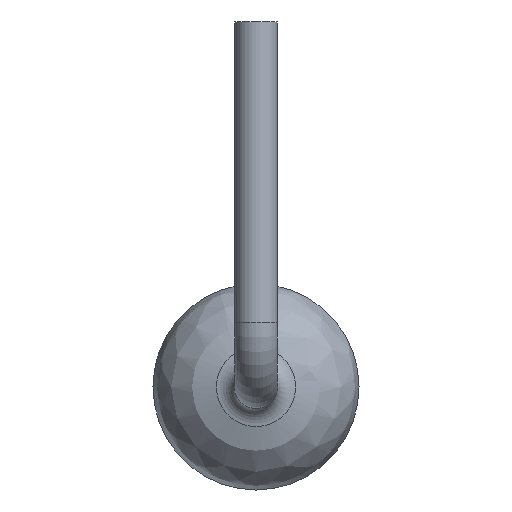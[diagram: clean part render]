
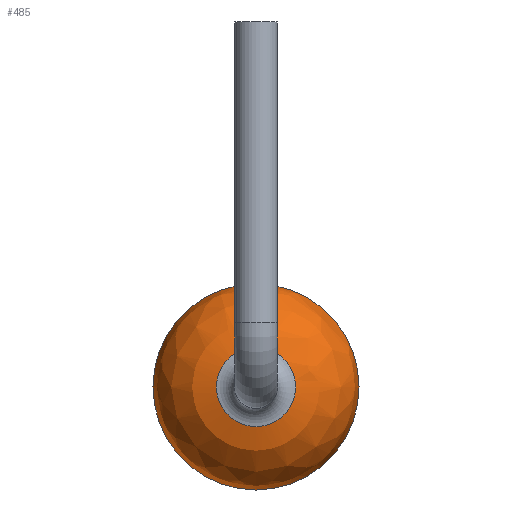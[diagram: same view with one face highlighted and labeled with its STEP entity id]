
A CAD part, front view. The second image highlights one B-rep face of the part: STEP entity #485.
In plain terms, the highlighted free-form (B-spline) face has degree [2, 2] with [3, 9] control points.
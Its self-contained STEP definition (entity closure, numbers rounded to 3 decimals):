
#22=(
BOUNDED_SURFACE()
B_SPLINE_SURFACE(2,2,((#828,#829,#830,#831,#832,#833,#834,#835,#836),(#837,
#838,#839,#840,#841,#842,#843,#844,#845),(#846,#847,#848,#849,#850,#851,
#852,#853,#854)),.UNSPECIFIED.,.F.,.T.,.F.)
B_SPLINE_SURFACE_WITH_KNOTS((3,3),(3,2,2,2,3),(0.,1.45),(-3.142,
-1.571,0.,1.571,3.142),.UNSPECIFIED.)
GEOMETRIC_REPRESENTATION_ITEM()
RATIONAL_B_SPLINE_SURFACE(((1.,0.707,1.,0.707,1.,
0.707,1.,0.707,1.),(0.748,0.529,
0.748,0.529,0.748,0.529,
0.748,0.529,0.748),(1.,0.707,
1.,0.707,1.,0.707,1.,0.707,1.)))
REPRESENTATION_ITEM('')
SURFACE()
);
#49=FACE_OUTER_BOUND('',#82,.T.);
#82=EDGE_LOOP('',(#330,#331,#332,#333,#334,#335));
#154=CIRCLE('',#550,0.922);
#155=CIRCLE('',#551,0.922);
#158=CIRCLE('',#554,1.68);
#159=CIRCLE('',#555,2.4);
#160=CIRCLE('',#556,2.4);
#204=VERTEX_POINT('',#821);
#205=VERTEX_POINT('',#822);
#207=VERTEX_POINT('',#855);
#208=VERTEX_POINT('',#857);
#250=EDGE_CURVE('',#204,#205,#154,.T.);
#251=EDGE_CURVE('',#205,#204,#155,.T.);
#254=EDGE_CURVE('',#205,#207,#158,.T.);
#255=EDGE_CURVE('',#207,#208,#159,.T.);
#256=EDGE_CURVE('',#208,#207,#160,.T.);
#330=ORIENTED_EDGE('',*,*,#250,.F.);
#331=ORIENTED_EDGE('',*,*,#251,.F.);
#332=ORIENTED_EDGE('',*,*,#254,.T.);
#333=ORIENTED_EDGE('',*,*,#255,.T.);
#334=ORIENTED_EDGE('',*,*,#256,.T.);
#335=ORIENTED_EDGE('',*,*,#254,.F.);
#485=ADVANCED_FACE('',(#49),#22,.F.);
#550=AXIS2_PLACEMENT_3D('',#823,#654,#655);
#551=AXIS2_PLACEMENT_3D('',#824,#656,#657);
#554=AXIS2_PLACEMENT_3D('',#856,#662,#663);
#555=AXIS2_PLACEMENT_3D('',#858,#664,#665);
#556=AXIS2_PLACEMENT_3D('',#859,#666,#667);
#654=DIRECTION('center_axis',(0.,-1.,0.));
#655=DIRECTION('ref_axis',(1.,0.,0.));
#656=DIRECTION('center_axis',(0.,-1.,0.));
#657=DIRECTION('ref_axis',(1.,0.,0.));
#662=DIRECTION('center_axis',(-1.,0.,0.));
#663=DIRECTION('ref_axis',(0.,0.,1.));
#664=DIRECTION('center_axis',(0.,-1.,0.));
#665=DIRECTION('ref_axis',(1.,0.,0.));
#666=DIRECTION('center_axis',(0.,-1.,0.));
#667=DIRECTION('ref_axis',(1.,0.,0.));
#821=CARTESIAN_POINT('',(-0.922,0.012,0.));
#822=CARTESIAN_POINT('',(0.,0.012,0.922));
#823=CARTESIAN_POINT('Origin',(0.,0.012,0.));
#824=CARTESIAN_POINT('Origin',(0.,0.012,0.));
#828=CARTESIAN_POINT('Ctrl Pts',(0.,1.68,2.4));
#829=CARTESIAN_POINT('Ctrl Pts',(-2.4,1.68,2.4));
#830=CARTESIAN_POINT('Ctrl Pts',(-2.4,1.68,0.));
#831=CARTESIAN_POINT('Ctrl Pts',(-2.4,1.68,-2.4));
#832=CARTESIAN_POINT('Ctrl Pts',(0.,1.68,-2.4));
#833=CARTESIAN_POINT('Ctrl Pts',(2.4,1.68,-2.4));
#834=CARTESIAN_POINT('Ctrl Pts',(2.4,1.68,0.));
#835=CARTESIAN_POINT('Ctrl Pts',(2.4,1.68,2.4));
#836=CARTESIAN_POINT('Ctrl Pts',(0.,1.68,2.4));
#837=CARTESIAN_POINT('Ctrl Pts',(0.,0.191,2.4));
#838=CARTESIAN_POINT('Ctrl Pts',(-2.4,0.191,2.4));
#839=CARTESIAN_POINT('Ctrl Pts',(-2.4,0.191,0.));
#840=CARTESIAN_POINT('Ctrl Pts',(-2.4,0.191,-2.4));
#841=CARTESIAN_POINT('Ctrl Pts',(0.,0.191,-2.4));
#842=CARTESIAN_POINT('Ctrl Pts',(2.4,0.191,-2.4));
#843=CARTESIAN_POINT('Ctrl Pts',(2.4,0.191,0.));
#844=CARTESIAN_POINT('Ctrl Pts',(2.4,0.191,2.4));
#845=CARTESIAN_POINT('Ctrl Pts',(0.,0.191,2.4));
#846=CARTESIAN_POINT('Ctrl Pts',(0.,0.012,0.922));
#847=CARTESIAN_POINT('Ctrl Pts',(-0.922,0.012,
0.922));
#848=CARTESIAN_POINT('Ctrl Pts',(-0.922,0.012,
0.));
#849=CARTESIAN_POINT('Ctrl Pts',(-0.922,0.012,
-0.922));
#850=CARTESIAN_POINT('Ctrl Pts',(0.,0.012,-0.922));
#851=CARTESIAN_POINT('Ctrl Pts',(0.922,0.012,-0.922));
#852=CARTESIAN_POINT('Ctrl Pts',(0.922,0.012,0.));
#853=CARTESIAN_POINT('Ctrl Pts',(0.922,0.012,0.922));
#854=CARTESIAN_POINT('Ctrl Pts',(0.,0.012,0.922));
#855=CARTESIAN_POINT('',(0.,1.68,2.4));
#856=CARTESIAN_POINT('Origin',(0.,1.68,0.72));
#857=CARTESIAN_POINT('',(-2.4,1.68,0.));
#858=CARTESIAN_POINT('Origin',(0.,1.68,0.));
#859=CARTESIAN_POINT('Origin',(0.,1.68,0.));
